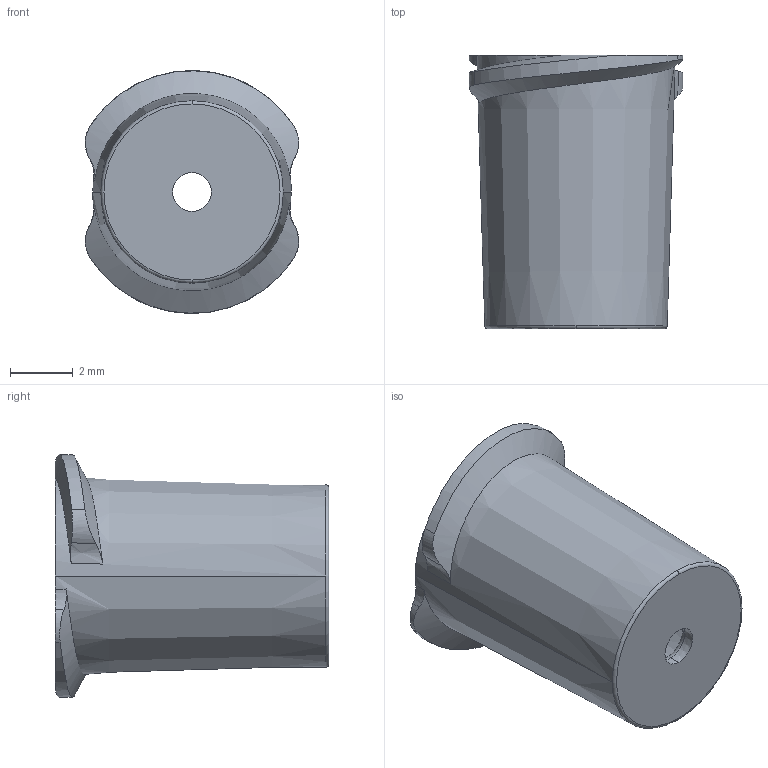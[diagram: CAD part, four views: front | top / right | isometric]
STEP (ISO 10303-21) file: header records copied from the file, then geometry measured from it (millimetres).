
FILE_DESCRIPTION (( 'STEP AP214' ), '1' );
FILE_NAME ('Luer_2023_07_28.STEP', '2023-07-28T05:31:41', ( '' ), ( '' ), 'SwSTEP 2.0', 'SolidWorks 2021', '' );
FILE_SCHEMA (( 'AUTOMOTIVE_DESIGN' ));
Length unit declared in the file: millimetre
Products named in the file (1): Luer_2023_07_28
Bounding box: 6.84 x 8.75 x 7.78 mm (x, y, z)
Volume: 158.9 mm3; surface area: 340.5 mm2
Topology: 1 solids, 1 shells, 34 faces, 92 edges, 60 vertices
Faces by surface type: bspline 12, torus 8, cone 8, cylinder 4, plane 2
Entity records: 1772 total; most frequent: CARTESIAN_POINT 961, ORIENTED_EDGE 184, DIRECTION 142, EDGE_CURVE 92, AXIS2_PLACEMENT_3D 61, VERTEX_POINT 60, CIRCLE 38, EDGE_LOOP 36
